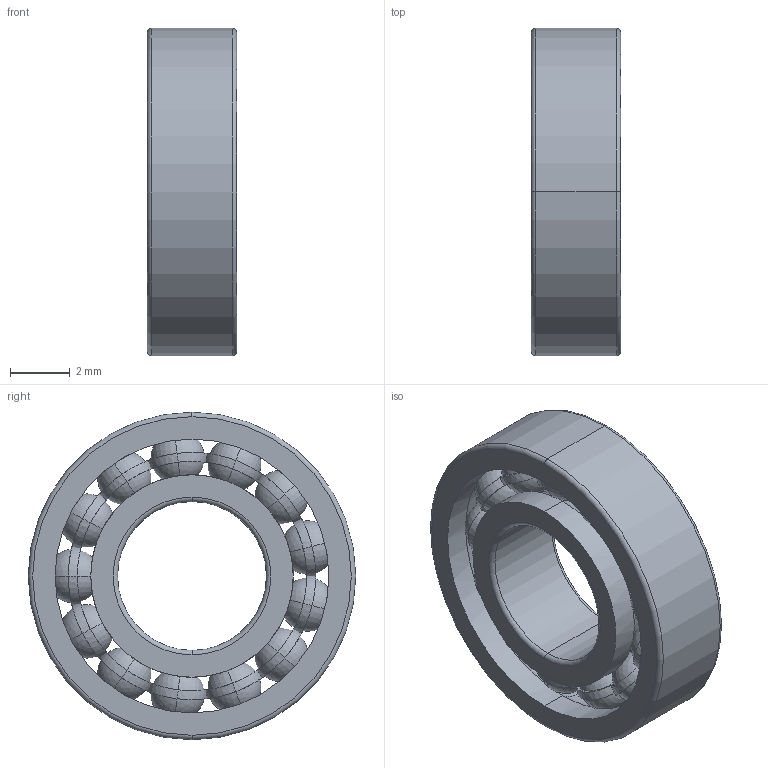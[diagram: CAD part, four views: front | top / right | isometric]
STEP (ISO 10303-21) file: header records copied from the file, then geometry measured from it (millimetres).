
FILE_DESCRIPTION (( 'STEP AP203' ), '1' );
FILE_NAME ('instrument ball bearing_68_am_AFBMA 12.1.4.1 - 0050-11 - Full-DE-AC-Full_68_sldprt.STEP', '2023-01-28T16:54:22', ( 'Windows User' ), ( '' ), 'SwSTEP 2.0', 'SolidWorks 2022', '' );
FILE_SCHEMA (( 'CONFIG_CONTROL_DESIGN' ));
Length unit declared in the file: millimetre
Products named in the file (1): instrument ball bearing_68_am_AFBMA 12.1.4.1 - 0050-11 - Full-DE-AC-Full_68_sldprt
Bounding box: 3 x 11 x 11 mm (x, y, z)
Volume: 164.6 mm3; surface area: 505.9 mm2
Topology: 1 solids, 1 shells, 200 faces, 691 edges, 465 vertices
Faces by surface type: sphere 104, torus 50, plane 30, cylinder 16
Entity records: 9519 total; most frequent: CARTESIAN_POINT 3763, ORIENTED_EDGE 1382, DIRECTION 1056, EDGE_CURVE 691, AXIS2_PLACEMENT_3D 518, VERTEX_POINT 465, B_SPLINE_CURVE_WITH_KNOTS 354, CIRCLE 317
